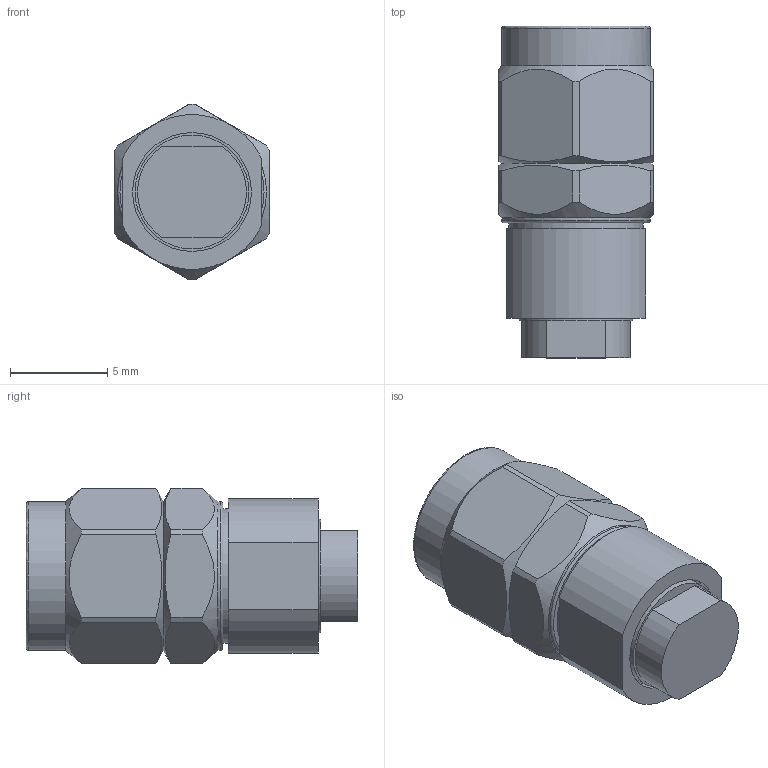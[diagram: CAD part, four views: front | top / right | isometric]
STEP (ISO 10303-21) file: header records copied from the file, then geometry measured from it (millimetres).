
FILE_DESCRIPTION (( 'STEP AP203' ), '1' );
FILE_NAME ('PE6178_3D.step', '2021-11-10T16:29:09', ( '' ), ( '' ), 'SwSTEP 2.0', 'SolidWorks 2021', '' );
FILE_SCHEMA (( 'CONFIG_CONTROL_DESIGN' ));
Length unit declared in the file: inch
Products named in the file (1): PE6178_3D
Bounding box: 7.94 x 17.02 x 8.99 mm (x, y, z)
Volume: 689.4 mm3; surface area: 729.3 mm2
Topology: 1 solids, 1 shells, 69 faces, 171 edges, 113 vertices
Faces by surface type: cylinder 30, plane 27, cone 6, bspline 5, torus 1
Full cylindrical faces by diameter (mm): 0.533 x1, 0.94 x1, 2.4 x1, 4.572 x1, 5.842 x1, 6.096 x1, 6.874 x1, 7 x4, 7.641 x2
Entity records: 3541 total; most frequent: CARTESIAN_POINT 2097, DIRECTION 274, ORIENTED_EDGE 266, EDGE_CURVE 133, AXIS2_PLACEMENT_3D 117, VERTEX_POINT 97, EDGE_LOOP 92, FACE_OUTER_BOUND 78
